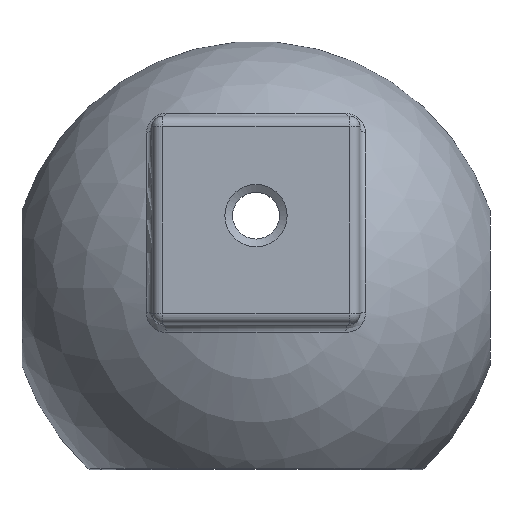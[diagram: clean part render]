
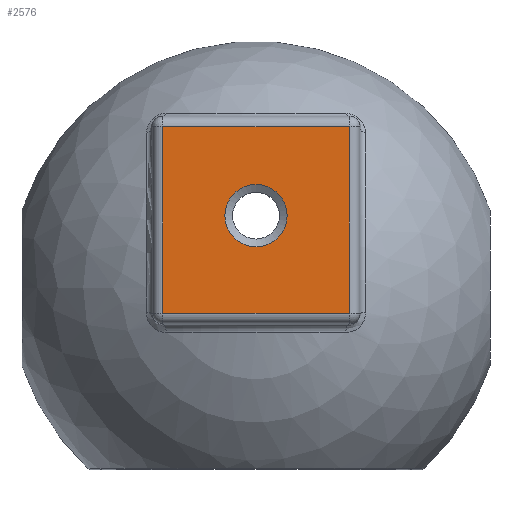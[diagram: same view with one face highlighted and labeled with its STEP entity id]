
A CAD part, top view. The second image highlights one B-rep face of the part: STEP entity #2576.
In plain terms, the highlighted planar face has unit normal (0, 0, 1).
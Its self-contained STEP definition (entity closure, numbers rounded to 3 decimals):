
#111=FACE_BOUND('',#683,.T.);
#154=PLANE('',#2781);
#215=LINE('',#4012,#344);
#216=LINE('',#4014,#345);
#217=LINE('',#4016,#346);
#218=LINE('',#4017,#347);
#344=VECTOR('',#3193,10.);
#345=VECTOR('',#3194,10.);
#346=VECTOR('',#3195,10.);
#347=VECTOR('',#3196,10.);
#522=FACE_OUTER_BOUND('',#682,.T.);
#682=EDGE_LOOP('',(#1799,#1800,#1801,#1802));
#683=EDGE_LOOP('',(#1803));
#895=CIRCLE('',#2777,6.);
#1098=VERTEX_POINT('',#4000);
#1101=VERTEX_POINT('',#4010);
#1102=VERTEX_POINT('',#4011);
#1103=VERTEX_POINT('',#4013);
#1104=VERTEX_POINT('',#4015);
#1366=EDGE_CURVE('',#1098,#1098,#895,.T.);
#1371=EDGE_CURVE('',#1101,#1102,#215,.T.);
#1372=EDGE_CURVE('',#1103,#1101,#216,.T.);
#1373=EDGE_CURVE('',#1104,#1103,#217,.T.);
#1374=EDGE_CURVE('',#1102,#1104,#218,.T.);
#1799=ORIENTED_EDGE('',*,*,#1371,.F.);
#1800=ORIENTED_EDGE('',*,*,#1372,.F.);
#1801=ORIENTED_EDGE('',*,*,#1373,.F.);
#1802=ORIENTED_EDGE('',*,*,#1374,.F.);
#1803=ORIENTED_EDGE('',*,*,#1366,.F.);
#2576=ADVANCED_FACE('',(#522,#111),#154,.T.);
#2777=AXIS2_PLACEMENT_3D('',#4001,#3181,#3182);
#2781=AXIS2_PLACEMENT_3D('',#4009,#3191,#3192);
#3181=DIRECTION('center_axis',(0.,0.,1.));
#3182=DIRECTION('ref_axis',(-1.,0.,0.));
#3191=DIRECTION('center_axis',(0.,0.,1.));
#3192=DIRECTION('ref_axis',(0.,-1.,0.));
#3193=DIRECTION('',(1.,0.,0.));
#3194=DIRECTION('',(0.,1.,0.));
#3195=DIRECTION('',(-1.,0.,0.));
#3196=DIRECTION('',(0.,-1.,0.));
#4000=CARTESIAN_POINT('',(6.,193.832,60.));
#4001=CARTESIAN_POINT('Origin',(0.,193.832,60.));
#4009=CARTESIAN_POINT('Origin',(0.,213.,60.));
#4010=CARTESIAN_POINT('',(-18.,211.,60.));
#4011=CARTESIAN_POINT('',(18.,211.,60.));
#4012=CARTESIAN_POINT('',(0.,211.,60.));
#4013=CARTESIAN_POINT('',(-18.,175.,60.));
#4014=CARTESIAN_POINT('',(-18.,203.,60.));
#4015=CARTESIAN_POINT('',(18.,175.,60.));
#4016=CARTESIAN_POINT('',(0.,175.,60.));
#4017=CARTESIAN_POINT('',(18.,203.,60.));
